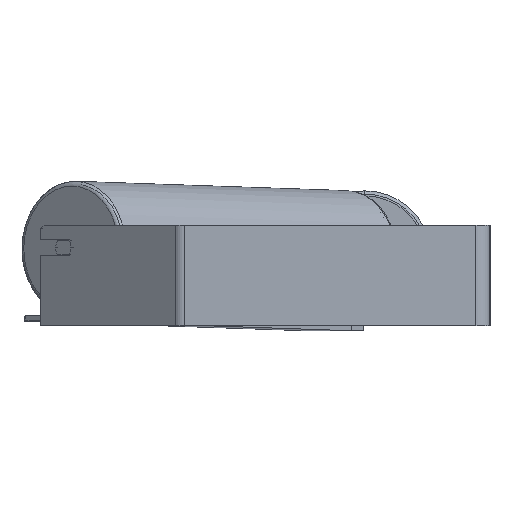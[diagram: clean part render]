
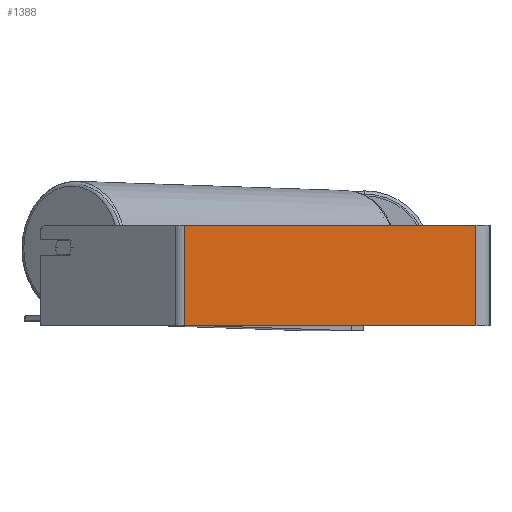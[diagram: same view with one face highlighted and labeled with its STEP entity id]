
A CAD part, left-side view. The second image highlights one B-rep face of the part: STEP entity #1388.
In plain terms, the highlighted planar face has unit normal (-1, 0, 0).
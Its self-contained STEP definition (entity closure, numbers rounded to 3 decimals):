
#40 = DIRECTION ( 'NONE',  ( 0., -1., 0. ) ) ;
#726 = CARTESIAN_POINT ( 'NONE',  ( -700., 309.589, 50. ) ) ;
#1277 = VERTEX_POINT ( 'NONE', #4702 ) ;
#1372 = CARTESIAN_POINT ( 'NONE',  ( -700., 304.493, 50. ) ) ;
#1373 = DIRECTION ( 'NONE',  ( 0., 0., -1. ) ) ;
#1388 = ADVANCED_FACE ( 'NONE', ( #5662 ), #9259, .F. ) ;
#1552 = LINE ( 'NONE', #2216, #6938 ) ;
#1711 = VERTEX_POINT ( 'NONE', #1372 ) ;
#1828 = EDGE_CURVE ( 'NONE', #9021, #1277, #8056, .T. ) ;
#2216 = CARTESIAN_POINT ( 'NONE',  ( -700., 309.589, 50. ) ) ;
#2257 = CARTESIAN_POINT ( 'NONE',  ( -700., 309.589, -50. ) ) ;
#2304 = AXIS2_PLACEMENT_3D ( 'NONE', #726, #8585, #7275 ) ;
#2306 = DIRECTION ( 'NONE',  ( 0., -1., 0. ) ) ;
#2541 = CARTESIAN_POINT ( 'NONE',  ( -700., 14., 50. ) ) ;
#3280 = ORIENTED_EDGE ( 'NONE', *, *, #7125, .T. ) ;
#3453 = VECTOR ( 'NONE', #40, 1000. ) ;
#3625 = EDGE_LOOP ( 'NONE', ( #3280, #7283, #7408, #9149 ) ) ;
#4045 = VECTOR ( 'NONE', #1373, 1000. ) ;
#4544 = CARTESIAN_POINT ( 'NONE',  ( -700., 14., 50. ) ) ;
#4702 = CARTESIAN_POINT ( 'NONE',  ( -700., 14., -50. ) ) ;
#5181 = CARTESIAN_POINT ( 'NONE',  ( -700., 304.493, -50. ) ) ;
#5554 = EDGE_CURVE ( 'NONE', #1711, #9021, #1552, .T. ) ;
#5662 = FACE_OUTER_BOUND ( 'NONE', #3625, .T. ) ;
#5802 = CARTESIAN_POINT ( 'NONE',  ( -700., 304.493, 50. ) ) ;
#6564 = EDGE_CURVE ( 'NONE', #1711, #7484, #7874, .T. ) ;
#6681 = LINE ( 'NONE', #2257, #3453 ) ;
#6870 = VECTOR ( 'NONE', #8014, 1000. ) ;
#6938 = VECTOR ( 'NONE', #2306, 1000. ) ;
#7125 = EDGE_CURVE ( 'NONE', #7484, #1277, #6681, .T. ) ;
#7275 = DIRECTION ( 'NONE',  ( 0., 0., -1. ) ) ;
#7283 = ORIENTED_EDGE ( 'NONE', *, *, #1828, .F. ) ;
#7408 = ORIENTED_EDGE ( 'NONE', *, *, #5554, .F. ) ;
#7484 = VERTEX_POINT ( 'NONE', #5181 ) ;
#7874 = LINE ( 'NONE', #5802, #4045 ) ;
#8014 = DIRECTION ( 'NONE',  ( 0., 0., -1. ) ) ;
#8056 = LINE ( 'NONE', #4544, #6870 ) ;
#8585 = DIRECTION ( 'NONE',  ( 1., 0., 0. ) ) ;
#9021 = VERTEX_POINT ( 'NONE', #2541 ) ;
#9149 = ORIENTED_EDGE ( 'NONE', *, *, #6564, .T. ) ;
#9259 = PLANE ( 'NONE',  #2304 ) ;
